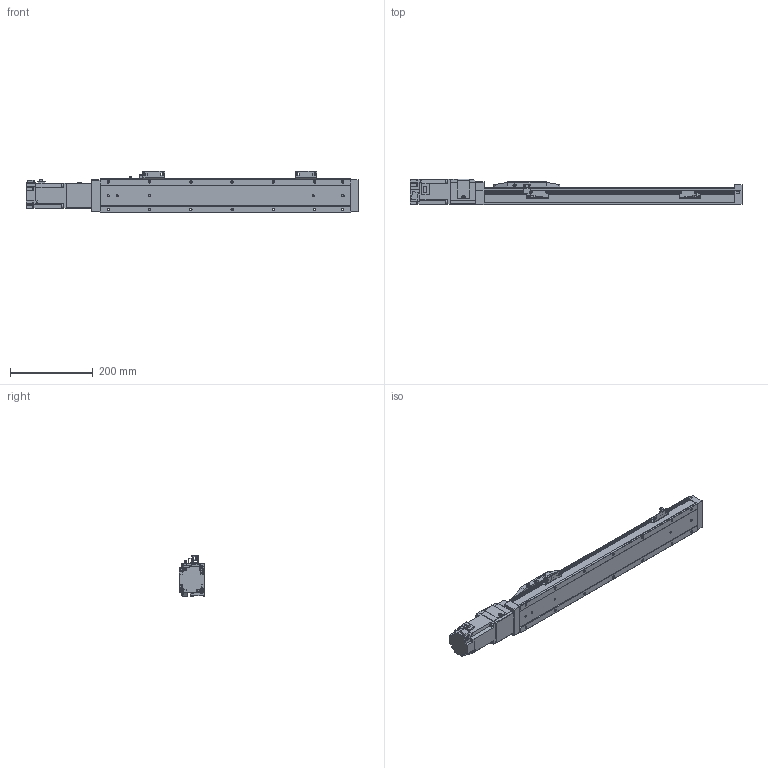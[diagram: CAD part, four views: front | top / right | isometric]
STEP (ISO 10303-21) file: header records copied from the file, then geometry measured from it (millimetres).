
FILE_DESCRIPTION (( 'STEP AP214' ), '1' );
FILE_NAME ('MLU80BC-14XLD-0400-XXXX.STEP', '2025-02-25T19:24:40', ( '' ), ( '' ), 'SwSTEP 2.0', 'SolidWorks 2022', '' );
FILE_SCHEMA (( 'AUTOMOTIVE_DESIGN' ));
Length unit declared in the file: millimetre
Products named in the file (12): MLU80-400CARRIAGE; MLU80-400SENSOR; MLU80-400-2; MLU80-400-3; MLU80BC-14XLD-0400-XXXX(2); MLU80-400MOTOR; MLU80-400-4; MLU80-400-5; MLU80-400SENSORPLATE; MLU80-400-1; MLU80BC-14XLD-0400-XXXX; MLU80-400FANGTOOTH
Assembly tree (13 placements, depth 3):
  MLU80BC-14XLD-0400-XXXX
    MLU80BC-14XLD-0400-XXXX(2)
      MLU80-400-1
      MLU80-400-2
      MLU80-400-3
      MLU80-400MOTOR
      MLU80-400-4
      MLU80-400FANGTOOTH
      MLU80-400CARRIAGE
      MLU80-400-5
      MLU80-400SENSORPLATE  x2
      MLU80-400SENSOR  x2
Bounding box: 804.3 x 62.5 x 101 mm (x, y, z)
Volume: 2623740.6 mm3; surface area: 318089.1 mm2
Topology: 12 solids, 12 shells, 1079 faces, 2728 edges, 1786 vertices
Faces by surface type: plane 604, cylinder 377, cone 60, torus 38
Entity records: 29052 total; most frequent: CARTESIAN_POINT 5269, DIRECTION 4976, ORIENTED_EDGE 4736, EDGE_CURVE 2368, AXIS2_PLACEMENT_3D 1697, LINE 1582, VECTOR 1582, VERTEX_POINT 1550
